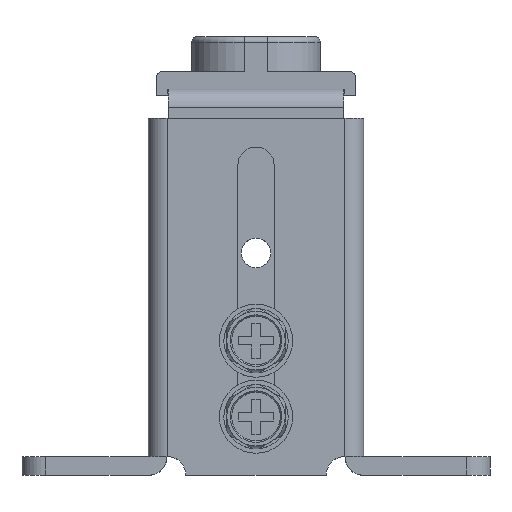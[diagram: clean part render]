
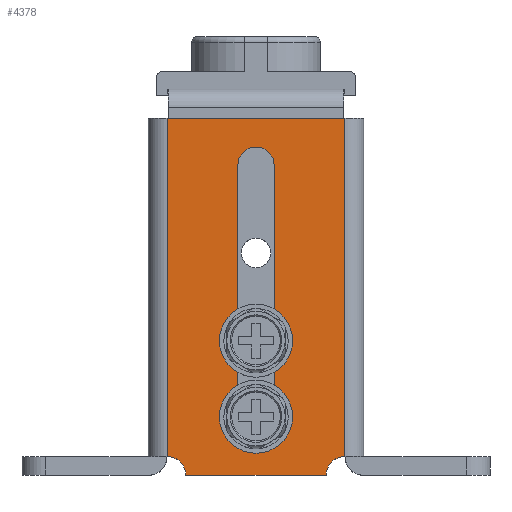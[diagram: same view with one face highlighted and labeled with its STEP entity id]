
A CAD part, top view. The second image highlights one B-rep face of the part: STEP entity #4378.
In plain terms, the highlighted planar face has unit normal (0, 0, 1).
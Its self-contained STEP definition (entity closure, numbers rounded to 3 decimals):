
#187 = CARTESIAN_POINT ( 'NONE',  ( 15.2, 61., 15. ) ) ;
#188 = CARTESIAN_POINT ( 'NONE',  ( -3.1, 10., 15. ) ) ;
#189 = CARTESIAN_POINT ( 'NONE',  ( -3.1, 53., 15. ) ) ;
#209 = CARTESIAN_POINT ( 'NONE',  ( -15.2, 61., 15. ) ) ;
#433 = DIRECTION ( 'NONE',  ( 0., -1., 0. ) ) ;
#434 = CARTESIAN_POINT ( 'NONE',  ( -15.2, 3.2, 15. ) ) ;
#445 = DIRECTION ( 'NONE',  ( 1., 0., 0. ) ) ;
#446 = DIRECTION ( 'NONE',  ( 0., 0., 1. ) ) ;
#447 = CARTESIAN_POINT ( 'NONE',  ( 0., 53., 15. ) ) ;
#482 = DIRECTION ( 'NONE',  ( -1., 0., 0. ) ) ;
#483 = CARTESIAN_POINT ( 'NONE',  ( 18.4, 61., 15. ) ) ;
#774 = DIRECTION ( 'NONE',  ( -1., 0., 0. ) ) ;
#777 = CARTESIAN_POINT ( 'NONE',  ( 18.4, 0., 15. ) ) ;
#1156 = VERTEX_POINT ( 'NONE', #209 ) ;
#1185 = VERTEX_POINT ( 'NONE', #188 ) ;
#1186 = VERTEX_POINT ( 'NONE', #189 ) ;
#1200 = VERTEX_POINT ( 'NONE', #187 ) ;
#1231 = VERTEX_POINT ( 'NONE', #5517 ) ;
#1236 = VERTEX_POINT ( 'NONE', #5447 ) ;
#1250 = VERTEX_POINT ( 'NONE', #5372 ) ;
#1304 = VERTEX_POINT ( 'NONE', #5504 ) ;
#1378 = VERTEX_POINT ( 'NONE', #4291 ) ;
#1385 = VERTEX_POINT ( 'NONE', #4302 ) ;
#1787 = ORIENTED_EDGE ( 'NONE', *, *, #4415, .F. ) ;
#1789 = ORIENTED_EDGE ( 'NONE', *, *, #3812, .T. ) ;
#1791 = ORIENTED_EDGE ( 'NONE', *, *, #4390, .F. ) ;
#1862 = LINE ( 'NONE', #483, #5217 ) ;
#2037 = LINE ( 'NONE', #434, #5187 ) ;
#2097 = ORIENTED_EDGE ( 'NONE', *, *, #3827, .F. ) ;
#2137 = ORIENTED_EDGE ( 'NONE', *, *, #4393, .F. ) ;
#2152 = ORIENTED_EDGE ( 'NONE', *, *, #4388, .F. ) ;
#2167 = ORIENTED_EDGE ( 'NONE', *, *, #2839, .F. ) ;
#2181 = ORIENTED_EDGE ( 'NONE', *, *, #3833, .T. ) ;
#2188 = ORIENTED_EDGE ( 'NONE', *, *, #4379, .F. ) ;
#2209 = LINE ( 'NONE', #777, #5320 ) ;
#2283 = ORIENTED_EDGE ( 'NONE', *, *, #4407, .T. ) ;
#2839 = EDGE_CURVE ( 'NONE', #1304, #1236, #2209, .T. ) ;
#3014 = VECTOR ( 'NONE', #5759, 1000. ) ;
#3023 = AXIS2_PLACEMENT_3D ( 'NONE', #5849, #5856, #5718 ) ;
#3032 = VECTOR ( 'NONE', #5782, 1000. ) ;
#3033 = AXIS2_PLACEMENT_3D ( 'NONE', #5888, #5886, #5827 ) ;
#3124 = CIRCLE ( 'NONE', #3170, 3.2 ) ;
#3131 = CIRCLE ( 'NONE', #3033, 3.1 ) ;
#3142 = CIRCLE ( 'NONE', #3023, 3.2 ) ;
#3148 = VECTOR ( 'NONE', #5877, 1000. ) ;
#3170 = AXIS2_PLACEMENT_3D ( 'NONE', #5861, #5789, #5857 ) ;
#3349 = EDGE_LOOP ( 'NONE', ( #1791, #2097, #2188, #2137 ) ) ;
#3354 = EDGE_LOOP ( 'NONE', ( #1787, #2283, #1789, #2181, #2152, #2167 ) ) ;
#3812 = EDGE_CURVE ( 'NONE', #1200, #1156, #1862, .T. ) ;
#3827 = EDGE_CURVE ( 'NONE', #1378, #1186, #5208, .T. ) ;
#3833 = EDGE_CURVE ( 'NONE', #1156, #1385, #2037, .T. ) ;
#4291 = CARTESIAN_POINT ( 'NONE',  ( 3.1, 53., 15. ) ) ;
#4302 = CARTESIAN_POINT ( 'NONE',  ( -15.2, 3.2, 15. ) ) ;
#4378 = ADVANCED_FACE ( 'NONE', ( #4958, #4724 ), #5746, .F. ) ;
#4379 = EDGE_CURVE ( 'NONE', #1231, #1378, #4670, .T. ) ;
#4388 = EDGE_CURVE ( 'NONE', #1236, #1385, #3142, .T. ) ;
#4390 = EDGE_CURVE ( 'NONE', #1186, #1185, #4741, .T. ) ;
#4393 = EDGE_CURVE ( 'NONE', #1185, #1231, #3131, .T. ) ;
#4407 = EDGE_CURVE ( 'NONE', #1250, #1200, #4900, .T. ) ;
#4415 = EDGE_CURVE ( 'NONE', #1250, #1304, #3124, .T. ) ;
#4635 = AXIS2_PLACEMENT_3D ( 'NONE', #5881, #5882, #5791 ) ;
#4670 = LINE ( 'NONE', #5755, #3014 ) ;
#4724 = FACE_OUTER_BOUND ( 'NONE', #3354, .T. ) ;
#4741 = LINE ( 'NONE', #5724, #3032 ) ;
#4900 = LINE ( 'NONE', #5812, #3148 ) ;
#4958 = FACE_BOUND ( 'NONE', #3349, .T. ) ;
#5187 = VECTOR ( 'NONE', #433, 1000. ) ;
#5194 = AXIS2_PLACEMENT_3D ( 'NONE', #447, #446, #445 ) ;
#5208 = CIRCLE ( 'NONE', #5194, 3.1 ) ;
#5217 = VECTOR ( 'NONE', #482, 1000. ) ;
#5320 = VECTOR ( 'NONE', #774, 1000. ) ;
#5372 = CARTESIAN_POINT ( 'NONE',  ( 15.2, 3.2, 15. ) ) ;
#5447 = CARTESIAN_POINT ( 'NONE',  ( -12., 0., 15. ) ) ;
#5504 = CARTESIAN_POINT ( 'NONE',  ( 12., 0., 15. ) ) ;
#5517 = CARTESIAN_POINT ( 'NONE',  ( 3.1, 10., 15. ) ) ;
#5718 = DIRECTION ( 'NONE',  ( -1., 0., 0. ) ) ;
#5724 = CARTESIAN_POINT ( 'NONE',  ( -3.1, 53., 15. ) ) ;
#5746 = PLANE ( 'NONE',  #4635 ) ;
#5755 = CARTESIAN_POINT ( 'NONE',  ( 3.1, 53., 15. ) ) ;
#5759 = DIRECTION ( 'NONE',  ( 0., 1., 0. ) ) ;
#5782 = DIRECTION ( 'NONE',  ( 0., -1., 0. ) ) ;
#5789 = DIRECTION ( 'NONE',  ( 0., 0., 1. ) ) ;
#5791 = DIRECTION ( 'NONE',  ( 0., 1., 0. ) ) ;
#5812 = CARTESIAN_POINT ( 'NONE',  ( 15.2, 61., 15. ) ) ;
#5827 = DIRECTION ( 'NONE',  ( 1., 0., 0. ) ) ;
#5849 = CARTESIAN_POINT ( 'NONE',  ( -15.2, 0., 15. ) ) ;
#5856 = DIRECTION ( 'NONE',  ( 0., 0., 1. ) ) ;
#5857 = DIRECTION ( 'NONE',  ( 1., 0., 0. ) ) ;
#5861 = CARTESIAN_POINT ( 'NONE',  ( 15.2, 0., 15. ) ) ;
#5877 = DIRECTION ( 'NONE',  ( 0., 1., 0. ) ) ;
#5881 = CARTESIAN_POINT ( 'NONE',  ( 18.4, 61., 15. ) ) ;
#5882 = DIRECTION ( 'NONE',  ( 0., 0., -1. ) ) ;
#5886 = DIRECTION ( 'NONE',  ( 0., 0., 1. ) ) ;
#5888 = CARTESIAN_POINT ( 'NONE',  ( 0., 10., 15. ) ) ;
